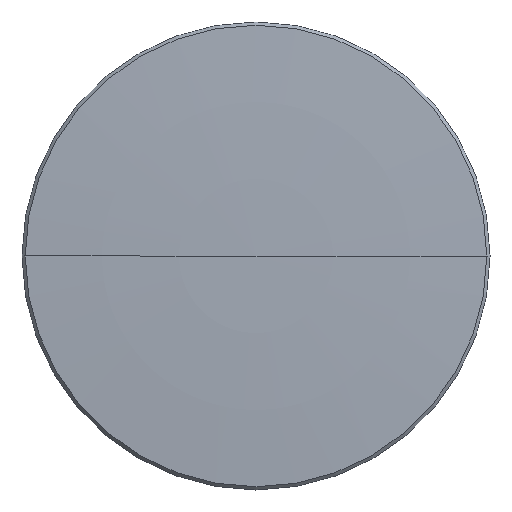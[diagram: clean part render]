
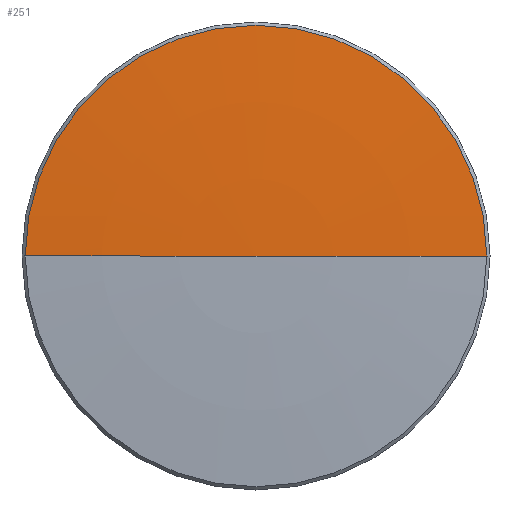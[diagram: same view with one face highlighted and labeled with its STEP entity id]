
A CAD part, left-side view. The second image highlights one B-rep face of the part: STEP entity #251.
In plain terms, the highlighted toroidal (fillet/blend) face has major radius 0.684 mm and minor radius 200 mm.
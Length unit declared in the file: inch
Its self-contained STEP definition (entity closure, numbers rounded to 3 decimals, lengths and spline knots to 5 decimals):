
#2 = DIRECTION ( 'NONE',  ( -1., 0., 0. ) ) ;
#23 = CIRCLE ( 'NONE', #28, 7.87402 ) ;
#25 = AXIS2_PLACEMENT_3D ( 'NONE', #54, #321, #298 ) ;
#28 = AXIS2_PLACEMENT_3D ( 'NONE', #69, #59, #310 ) ;
#46 = AXIS2_PLACEMENT_3D ( 'NONE', #316, #2, #328 ) ;
#47 = VERTEX_POINT ( 'NONE', #82 ) ;
#54 = CARTESIAN_POINT ( 'NONE',  ( 7.80507, 0., 0. ) ) ;
#59 = DIRECTION ( 'NONE',  ( 0., 0., -1. ) ) ;
#69 = CARTESIAN_POINT ( 'NONE',  ( 7.80507, -0.02693, 0. ) ) ;
#71 = CARTESIAN_POINT ( 'NONE',  ( 7.80507, 0.02693, 0. ) ) ;
#73 = EDGE_LOOP ( 'NONE', ( #317, #196, #88 ) ) ;
#82 = CARTESIAN_POINT ( 'NONE',  ( -0.05514, -0.49304, 0. ) ) ;
#88 = ORIENTED_EDGE ( 'NONE', *, *, #171, .F. ) ;
#102 = CARTESIAN_POINT ( 'NONE',  ( -0.05514, 0.49304, 0. ) ) ;
#105 = EDGE_CURVE ( 'NONE', #47, #291, #209, .T. ) ;
#118 = CIRCLE ( 'NONE', #150, 7.87402 ) ;
#150 = AXIS2_PLACEMENT_3D ( 'NONE', #71, #204, #259 ) ;
#155 = VERTEX_POINT ( 'NONE', #237 ) ;
#171 = EDGE_CURVE ( 'NONE', #47, #155, #23, .T. ) ;
#187 = TOROIDAL_SURFACE ( 'NONE', #25, 0.02693, 7.87402 ) ;
#193 = EDGE_CURVE ( 'NONE', #291, #155, #118, .T. ) ;
#196 = ORIENTED_EDGE ( 'NONE', *, *, #193, .T. ) ;
#204 = DIRECTION ( 'NONE',  ( 0., 0., 1. ) ) ;
#209 = CIRCLE ( 'NONE', #46, 0.49304 ) ;
#237 = CARTESIAN_POINT ( 'NONE',  ( -0.0689, 0., 0. ) ) ;
#251 = ADVANCED_FACE ( 'NONE', ( #258 ), #187, .T. ) ;
#258 = FACE_OUTER_BOUND ( 'NONE', #73, .T. ) ;
#259 = DIRECTION ( 'NONE',  ( 0., -1., 0. ) ) ;
#291 = VERTEX_POINT ( 'NONE', #102 ) ;
#298 = DIRECTION ( 'NONE',  ( 0., -1., 0. ) ) ;
#310 = DIRECTION ( 'NONE',  ( -1., 0., 0. ) ) ;
#316 = CARTESIAN_POINT ( 'NONE',  ( -0.05514, 0., 0. ) ) ;
#317 = ORIENTED_EDGE ( 'NONE', *, *, #105, .T. ) ;
#321 = DIRECTION ( 'NONE',  ( -1., 0., 0. ) ) ;
#328 = DIRECTION ( 'NONE',  ( 0., -1., 0. ) ) ;
